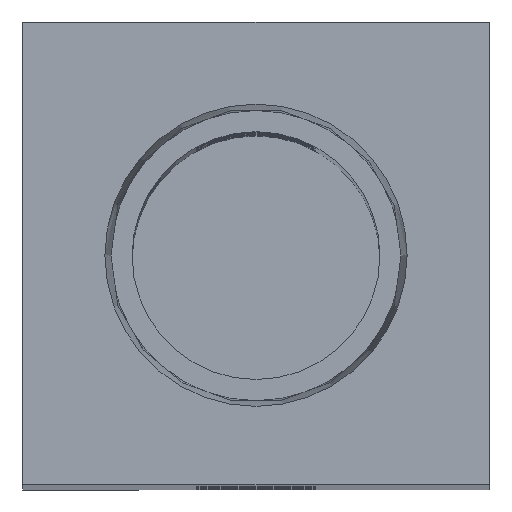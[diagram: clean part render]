
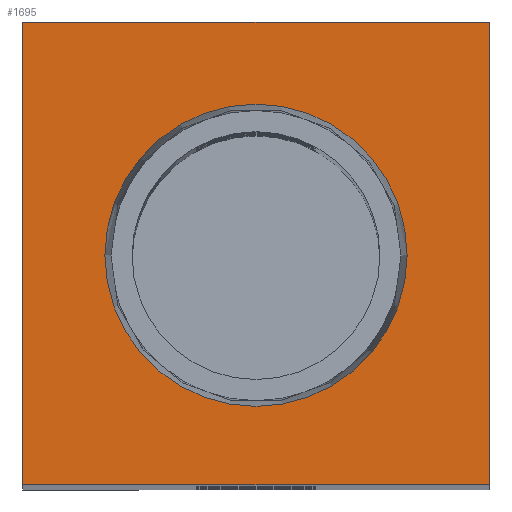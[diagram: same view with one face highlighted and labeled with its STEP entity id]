
A CAD part, top view. The second image highlights one B-rep face of the part: STEP entity #1695.
In plain terms, the highlighted planar face has unit normal (0, 0, 1).
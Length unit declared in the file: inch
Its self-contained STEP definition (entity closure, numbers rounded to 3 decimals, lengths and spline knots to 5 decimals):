
#17 = VERTEX_POINT ( 'NONE', #1746 ) ;
#144 = VECTOR ( 'NONE', #1559, 39.37008 ) ;
#175 = VERTEX_POINT ( 'NONE', #418 ) ;
#263 = CARTESIAN_POINT ( 'NONE',  ( 0.3125, -0.31, 2. ) ) ;
#268 = EDGE_CURVE ( 'NONE', #1455, #583, #530, .T. ) ;
#302 = PLANE ( 'NONE',  #770 ) ;
#343 = CARTESIAN_POINT ( 'NONE',  ( 0., 0., 2. ) ) ;
#345 = DIRECTION ( 'NONE',  ( 0., -1., 0. ) ) ;
#347 = ORIENTED_EDGE ( 'NONE', *, *, #906, .T. ) ;
#383 = ORIENTED_EDGE ( 'NONE', *, *, #268, .F. ) ;
#418 = CARTESIAN_POINT ( 'NONE',  ( 0.3125, -0.31, 2. ) ) ;
#436 = EDGE_CURVE ( 'NONE', #645, #17, #588, .T. ) ;
#530 = CIRCLE ( 'NONE', #1734, 0.20242 ) ;
#583 = VERTEX_POINT ( 'NONE', #1667 ) ;
#588 = LINE ( 'NONE', #1851, #929 ) ;
#645 = VERTEX_POINT ( 'NONE', #1930 ) ;
#667 = EDGE_CURVE ( 'NONE', #17, #175, #1711, .T. ) ;
#718 = DIRECTION ( 'NONE',  ( 0., 1., 0. ) ) ;
#770 = AXIS2_PLACEMENT_3D ( 'NONE', #343, #1161, #1731 ) ;
#771 = EDGE_CURVE ( 'NONE', #175, #1673, #1607, .T. ) ;
#859 = VECTOR ( 'NONE', #1974, 39.37008 ) ;
#865 = EDGE_CURVE ( 'NONE', #583, #1455, #1398, .T. ) ;
#882 = DIRECTION ( 'NONE',  ( 1., 0., 0. ) ) ;
#906 = EDGE_CURVE ( 'NONE', #1673, #645, #1708, .T. ) ;
#929 = VECTOR ( 'NONE', #345, 39.37008 ) ;
#937 = CARTESIAN_POINT ( 'NONE',  ( 0., -0.0025, 2. ) ) ;
#1010 = FACE_OUTER_BOUND ( 'NONE', #1652, .T. ) ;
#1066 = FACE_BOUND ( 'NONE', #1625, .T. ) ;
#1081 = CARTESIAN_POINT ( 'NONE',  ( 0., -0.0025, 2. ) ) ;
#1102 = AXIS2_PLACEMENT_3D ( 'NONE', #937, #1260, #1405 ) ;
#1105 = DIRECTION ( 'NONE',  ( 0., 0., 1. ) ) ;
#1141 = ORIENTED_EDGE ( 'NONE', *, *, #436, .T. ) ;
#1153 = ORIENTED_EDGE ( 'NONE', *, *, #865, .F. ) ;
#1161 = DIRECTION ( 'NONE',  ( 0., 0., 1. ) ) ;
#1217 = ORIENTED_EDGE ( 'NONE', *, *, #771, .T. ) ;
#1260 = DIRECTION ( 'NONE',  ( 0., 0., 1. ) ) ;
#1273 = ORIENTED_EDGE ( 'NONE', *, *, #667, .T. ) ;
#1287 = CARTESIAN_POINT ( 'NONE',  ( -0.20242, -0.0025, 2. ) ) ;
#1321 = CARTESIAN_POINT ( 'NONE',  ( 0.3125, 0.31, 2. ) ) ;
#1353 = CARTESIAN_POINT ( 'NONE',  ( 0.3125, -0.31, 2. ) ) ;
#1394 = CARTESIAN_POINT ( 'NONE',  ( 0.3125, 0.31, 2. ) ) ;
#1398 = CIRCLE ( 'NONE', #1102, 0.20242 ) ;
#1405 = DIRECTION ( 'NONE',  ( 1., 0., 0. ) ) ;
#1455 = VERTEX_POINT ( 'NONE', #1287 ) ;
#1559 = DIRECTION ( 'NONE',  ( 1., 0., 0. ) ) ;
#1607 = LINE ( 'NONE', #263, #1765 ) ;
#1625 = EDGE_LOOP ( 'NONE', ( #1153, #383 ) ) ;
#1652 = EDGE_LOOP ( 'NONE', ( #1141, #1273, #1217, #347 ) ) ;
#1667 = CARTESIAN_POINT ( 'NONE',  ( 0.20242, -0.0025, 2. ) ) ;
#1673 = VERTEX_POINT ( 'NONE', #1321 ) ;
#1695 = ADVANCED_FACE ( 'NONE', ( #1066, #1010 ), #302, .T. ) ;
#1708 = LINE ( 'NONE', #1394, #859 ) ;
#1711 = LINE ( 'NONE', #1353, #144 ) ;
#1731 = DIRECTION ( 'NONE',  ( 1., 0., 0. ) ) ;
#1734 = AXIS2_PLACEMENT_3D ( 'NONE', #1081, #1105, #882 ) ;
#1746 = CARTESIAN_POINT ( 'NONE',  ( -0.3125, -0.31, 2. ) ) ;
#1765 = VECTOR ( 'NONE', #718, 39.37008 ) ;
#1851 = CARTESIAN_POINT ( 'NONE',  ( -0.3125, -0.31, 2. ) ) ;
#1930 = CARTESIAN_POINT ( 'NONE',  ( -0.3125, 0.31, 2. ) ) ;
#1974 = DIRECTION ( 'NONE',  ( -1., 0., 0. ) ) ;
